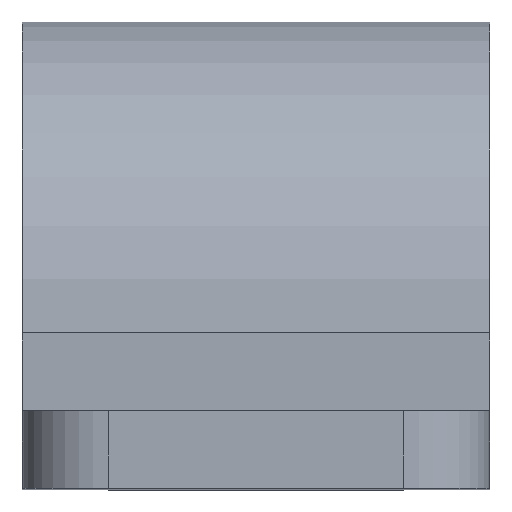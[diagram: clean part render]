
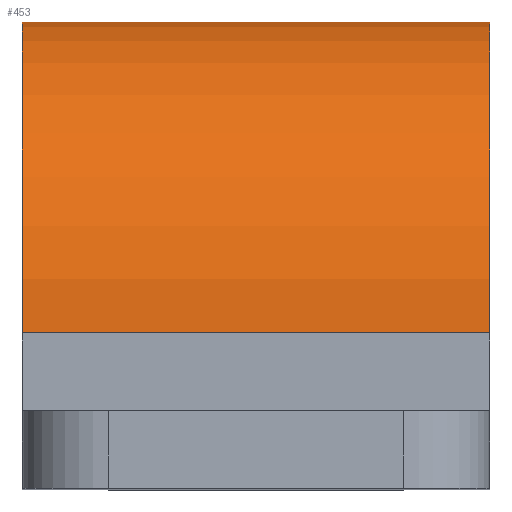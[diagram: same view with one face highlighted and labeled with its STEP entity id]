
A CAD part, top view. The second image highlights one B-rep face of the part: STEP entity #453.
In plain terms, the highlighted cylindrical face has radius 20 mm (diameter 40 mm), a partial arc.
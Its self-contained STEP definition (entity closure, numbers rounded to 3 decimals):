
#47=CYLINDRICAL_SURFACE('',#516,20.);
#70=FACE_OUTER_BOUND('',#102,.T.);
#102=EDGE_LOOP('',(#398,#399,#400,#401));
#127=LINE('',#726,#162);
#141=LINE('',#771,#176);
#162=VECTOR('',#592,10.);
#176=VECTOR('',#636,10.);
#204=CIRCLE('',#514,20.);
#206=CIRCLE('',#517,20.);
#228=VERTEX_POINT('',#723);
#229=VERTEX_POINT('',#725);
#244=VERTEX_POINT('',#768);
#245=VERTEX_POINT('',#770);
#277=EDGE_CURVE('',#229,#228,#127,.T.);
#299=EDGE_CURVE('',#245,#244,#141,.T.);
#301=EDGE_CURVE('',#228,#245,#204,.T.);
#304=EDGE_CURVE('',#244,#229,#206,.T.);
#398=ORIENTED_EDGE('',*,*,#301,.T.);
#399=ORIENTED_EDGE('',*,*,#299,.T.);
#400=ORIENTED_EDGE('',*,*,#304,.T.);
#401=ORIENTED_EDGE('',*,*,#277,.T.);
#453=ADVANCED_FACE('',(#70),#47,.T.);
#514=AXIS2_PLACEMENT_3D('',#774,#640,#641);
#516=AXIS2_PLACEMENT_3D('',#778,#645,#646);
#517=AXIS2_PLACEMENT_3D('',#779,#647,#648);
#592=DIRECTION('',(1.,0.,0.));
#636=DIRECTION('',(-1.,0.,0.));
#640=DIRECTION('center_axis',(-1.,0.,0.));
#641=DIRECTION('ref_axis',(0.,0.707,-0.707));
#645=DIRECTION('center_axis',(1.,0.,0.));
#646=DIRECTION('ref_axis',(0.,0.707,0.707));
#647=DIRECTION('center_axis',(1.,0.,0.));
#648=DIRECTION('ref_axis',(0.,0.707,0.707));
#723=CARTESIAN_POINT('',(30.,10.,40.));
#725=CARTESIAN_POINT('',(0.,10.,40.));
#726=CARTESIAN_POINT('',(15.,10.,40.));
#768=CARTESIAN_POINT('',(0.,10.,0.));
#770=CARTESIAN_POINT('',(30.,10.,0.));
#771=CARTESIAN_POINT('',(15.,10.,0.));
#774=CARTESIAN_POINT('Origin',(30.,10.,20.));
#778=CARTESIAN_POINT('Origin',(15.,10.,20.));
#779=CARTESIAN_POINT('Origin',(0.,10.,20.));
